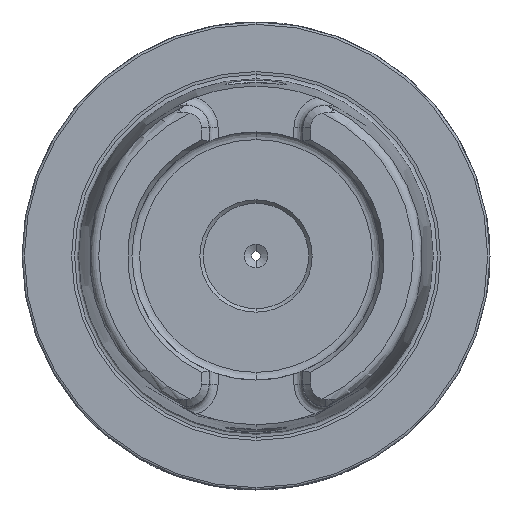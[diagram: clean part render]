
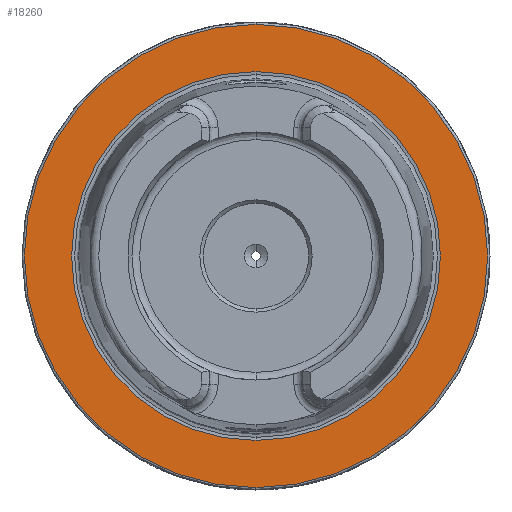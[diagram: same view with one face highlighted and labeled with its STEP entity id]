
A CAD part, left-side view. The second image highlights one B-rep face of the part: STEP entity #18260.
In plain terms, the highlighted planar face has unit normal (-1, 0, 0).
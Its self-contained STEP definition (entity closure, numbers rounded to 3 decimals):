
#591 = DIRECTION ( 'NONE',  ( 0., 0., 1. ) ) ;
#1451 = EDGE_CURVE ( 'NONE', #10275, #16090, #19686, .T. ) ;
#1466 = CARTESIAN_POINT ( 'NONE',  ( 0., 0., -49.5 ) ) ;
#2854 = EDGE_CURVE ( 'NONE', #16090, #10275, #14486, .T. ) ;
#3142 = EDGE_CURVE ( 'NONE', #11755, #9137, #9869, .T. ) ;
#3375 = EDGE_LOOP ( 'NONE', ( #15755, #7683 ) ) ;
#3898 = FACE_BOUND ( 'NONE', #14264, .T. ) ;
#4261 = ORIENTED_EDGE ( 'NONE', *, *, #2854, .F. ) ;
#5503 = CARTESIAN_POINT ( 'NONE',  ( 0., 0., 0. ) ) ;
#5628 = CARTESIAN_POINT ( 'NONE',  ( 0., 49.5, 0. ) ) ;
#6641 = DIRECTION ( 'NONE',  ( 0., 0., 1. ) ) ;
#6686 = DIRECTION ( 'NONE',  ( -1., 0., 0. ) ) ;
#7146 = PLANE ( 'NONE',  #15794 ) ;
#7220 = DIRECTION ( 'NONE',  ( 1., 0., 0. ) ) ;
#7638 = CARTESIAN_POINT ( 'NONE',  ( 0., 0., 39.405 ) ) ;
#7683 = ORIENTED_EDGE ( 'NONE', *, *, #3142, .T. ) ;
#8359 = AXIS2_PLACEMENT_3D ( 'NONE', #16994, #16441, #13959 ) ;
#9121 = EDGE_CURVE ( 'NONE', #9137, #11755, #14813, .T. ) ;
#9137 = VERTEX_POINT ( 'NONE', #14613 ) ;
#9869 = CIRCLE ( 'NONE', #8359, 49.5 ) ;
#9933 = DIRECTION ( 'NONE',  ( -1., 0., 0. ) ) ;
#10275 = VERTEX_POINT ( 'NONE', #7638 ) ;
#11755 = VERTEX_POINT ( 'NONE', #1466 ) ;
#11970 = DIRECTION ( 'NONE',  ( -1., 0., 0. ) ) ;
#13959 = DIRECTION ( 'NONE',  ( 0., 0., 1. ) ) ;
#14203 = AXIS2_PLACEMENT_3D ( 'NONE', #16434, #6686, #6641 ) ;
#14264 = EDGE_LOOP ( 'NONE', ( #17465, #4261 ) ) ;
#14401 = FACE_OUTER_BOUND ( 'NONE', #3375, .T. ) ;
#14486 = CIRCLE ( 'NONE', #17151, 39.405 ) ;
#14613 = CARTESIAN_POINT ( 'NONE',  ( 0., 0., 49.5 ) ) ;
#14813 = CIRCLE ( 'NONE', #17928, 49.5 ) ;
#15348 = DIRECTION ( 'NONE',  ( 0., 0., 1. ) ) ;
#15755 = ORIENTED_EDGE ( 'NONE', *, *, #9121, .T. ) ;
#15794 = AXIS2_PLACEMENT_3D ( 'NONE', #5628, #7220, #18167 ) ;
#16090 = VERTEX_POINT ( 'NONE', #16121 ) ;
#16121 = CARTESIAN_POINT ( 'NONE',  ( 0., 0., -39.405 ) ) ;
#16434 = CARTESIAN_POINT ( 'NONE',  ( 0., 0., 0. ) ) ;
#16441 = DIRECTION ( 'NONE',  ( -1., 0., 0. ) ) ;
#16994 = CARTESIAN_POINT ( 'NONE',  ( 0., 0., 0. ) ) ;
#17151 = AXIS2_PLACEMENT_3D ( 'NONE', #5503, #11970, #15348 ) ;
#17465 = ORIENTED_EDGE ( 'NONE', *, *, #1451, .F. ) ;
#17928 = AXIS2_PLACEMENT_3D ( 'NONE', #19291, #9933, #591 ) ;
#18167 = DIRECTION ( 'NONE',  ( 0., 0., -1. ) ) ;
#18260 = ADVANCED_FACE ( 'NONE', ( #3898, #14401 ), #7146, .F. ) ;
#19291 = CARTESIAN_POINT ( 'NONE',  ( 0., 0., 0. ) ) ;
#19686 = CIRCLE ( 'NONE', #14203, 39.405 ) ;
